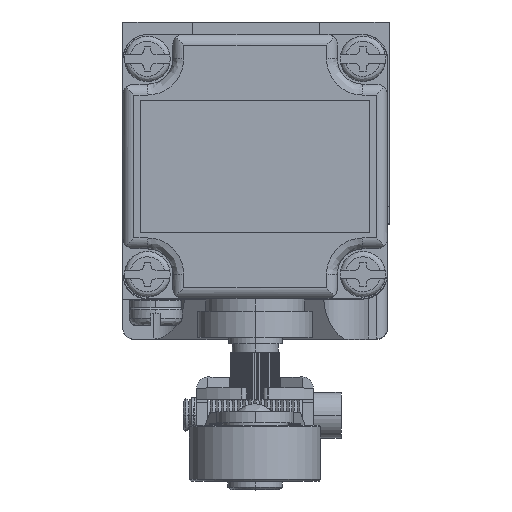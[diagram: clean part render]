
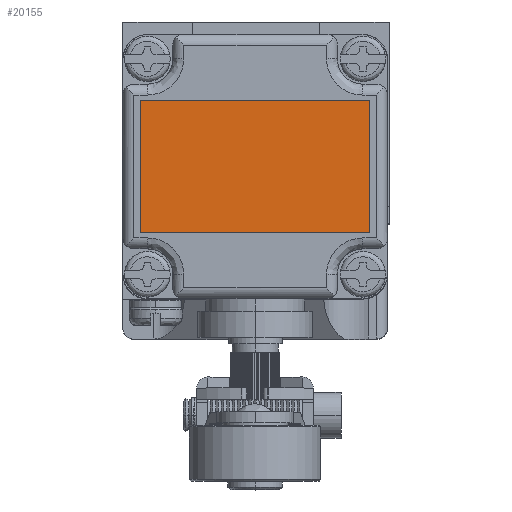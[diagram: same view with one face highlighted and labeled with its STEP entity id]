
A CAD part, top view. The second image highlights one B-rep face of the part: STEP entity #20155.
In plain terms, the highlighted planar face has unit normal (0, 0, 1).
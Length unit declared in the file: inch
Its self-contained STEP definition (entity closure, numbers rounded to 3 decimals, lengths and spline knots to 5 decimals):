
#487 = VERTEX_POINT ( 'NONE', #17861 ) ;
#16971 = ORIENTED_EDGE ( 'NONE', *, *, #4306, .T. ) ;
#813 = EDGE_CURVE ( 'NONE', #2079, #487, #18530, .T. ) ;
#1336 = ORIENTED_EDGE ( 'NONE', *, *, #813, .T. ) ;
#17861 = CARTESIAN_POINT ( 'NONE',  ( -2.62567, 1.6537, 2.06581 ) ) ;
#2079 = VERTEX_POINT ( 'NONE', #20937 ) ;
#18530 = LINE ( 'NONE', #18562, #18563 ) ;
#18562 = CARTESIAN_POINT ( 'NONE',  ( -1.31567, 1.6537, 2.06581 ) ) ;
#18563 = VECTOR ( 'NONE', #18564, 39.37008 ) ;
#18564 = DIRECTION ( 'NONE',  ( -1., 0., 0. ) ) ;
#2427 = EDGE_CURVE ( 'NONE', #3666, #2079, #22023, .T. ) ;
#2944 = ORIENTED_EDGE ( 'NONE', *, *, #2427, .T. ) ;
#19601 = EDGE_LOOP ( 'NONE', ( #16971, #2944, #1336, #30960 ) ) ;
#3666 = VERTEX_POINT ( 'NONE', #24138 ) ;
#20155 = ADVANCED_FACE ( 'NONE', ( #11729 ), #11730, .F. ) ;
#4028 = VERTEX_POINT ( 'NONE', #25373 ) ;
#4306 = EDGE_CURVE ( 'NONE', #4028, #3666, #25791, .T. ) ;
#20937 = CARTESIAN_POINT ( 'NONE',  ( -1.31567, 1.6537, 2.06581 ) ) ;
#21365 = LINE ( 'NONE', #21366, #21367 ) ;
#21366 = CARTESIAN_POINT ( 'NONE',  ( -2.62567, 1.6537, 2.06581 ) ) ;
#21367 = VECTOR ( 'NONE', #21368, 39.37008 ) ;
#21368 = DIRECTION ( 'NONE',  ( 0., -1., 0. ) ) ;
#22023 = LINE ( 'NONE', #22024, #22025 ) ;
#22024 = CARTESIAN_POINT ( 'NONE',  ( -1.31567, 0.9037, 2.06581 ) ) ;
#22025 = VECTOR ( 'NONE', #22026, 39.37008 ) ;
#22026 = DIRECTION ( 'NONE',  ( 0., 1., 0. ) ) ;
#24138 = CARTESIAN_POINT ( 'NONE',  ( -1.31567, 0.9037, 2.06581 ) ) ;
#25373 = CARTESIAN_POINT ( 'NONE',  ( -2.62567, 0.9037, 2.06581 ) ) ;
#25791 = LINE ( 'NONE', #25792, #25793 ) ;
#25792 = CARTESIAN_POINT ( 'NONE',  ( -2.62567, 0.9037, 2.06581 ) ) ;
#25793 = VECTOR ( 'NONE', #25794, 39.37008 ) ;
#25794 = DIRECTION ( 'NONE',  ( 1., 0., 0. ) ) ;
#11729 = FACE_OUTER_BOUND ( 'NONE', #19601, .T. ) ;
#11730 = PLANE ( 'NONE',  #11731 ) ;
#11731 = AXIS2_PLACEMENT_3D ( 'NONE', #11732, #11733, #11734 ) ;
#11732 = CARTESIAN_POINT ( 'NONE',  ( -1.97067, 1.2787, 2.06581 ) ) ;
#11733 = DIRECTION ( 'NONE',  ( 0., 0., -1. ) ) ;
#11734 = DIRECTION ( 'NONE',  ( 0., 1., 0. ) ) ;
#30442 = EDGE_CURVE ( 'NONE', #487, #4028, #21365, .T. ) ;
#30960 = ORIENTED_EDGE ( 'NONE', *, *, #30442, .T. ) ;
